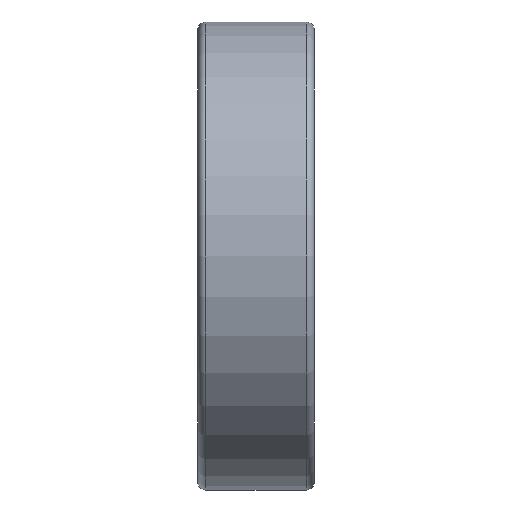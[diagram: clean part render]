
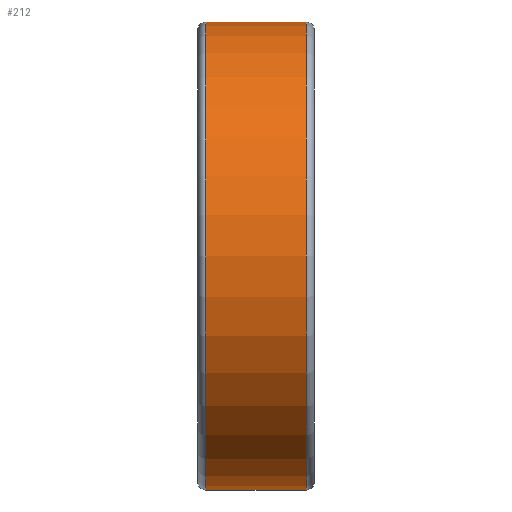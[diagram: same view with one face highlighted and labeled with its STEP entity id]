
A CAD part, front view. The second image highlights one B-rep face of the part: STEP entity #212.
In plain terms, the highlighted cylindrical face has radius 62.348 mm (diameter 124.696 mm), a partial arc.
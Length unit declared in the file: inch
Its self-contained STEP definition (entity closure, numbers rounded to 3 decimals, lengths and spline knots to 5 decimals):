
#2 = EDGE_CURVE ( 'NONE', #57, #422, #75, .T. ) ;
#10 = ORIENTED_EDGE ( 'NONE', *, *, #398, .T. ) ;
#16 = LINE ( 'NONE', #152, #384 ) ;
#18 = DIRECTION ( 'NONE',  ( 1., 0., 0. ) ) ;
#21 = EDGE_CURVE ( 'NONE', #422, #253, #16, .T. ) ;
#24 = LINE ( 'NONE', #416, #267 ) ;
#33 = EDGE_LOOP ( 'NONE', ( #151, #255, #223, #10 ) ) ;
#34 = EDGE_CURVE ( 'NONE', #57, #186, #24, .T. ) ;
#48 = CARTESIAN_POINT ( 'NONE',  ( -0.52756, 0., 2.45465 ) ) ;
#57 = VERTEX_POINT ( 'NONE', #48 ) ;
#73 = FACE_OUTER_BOUND ( 'NONE', #33, .T. ) ;
#75 = CIRCLE ( 'NONE', #187, 2.45465 ) ;
#88 = AXIS2_PLACEMENT_3D ( 'NONE', #332, #198, #330 ) ;
#109 = DIRECTION ( 'NONE',  ( 0., 0., -1. ) ) ;
#139 = CARTESIAN_POINT ( 'NONE',  ( 0.52756, 0., 2.45465 ) ) ;
#151 = ORIENTED_EDGE ( 'NONE', *, *, #34, .F. ) ;
#152 = CARTESIAN_POINT ( 'NONE',  ( 0.95121, 0., -2.45465 ) ) ;
#160 = CARTESIAN_POINT ( 'NONE',  ( -0.52756, 0., -2.45465 ) ) ;
#176 = CARTESIAN_POINT ( 'NONE',  ( 0.52756, 0., -2.45465 ) ) ;
#181 = DIRECTION ( 'NONE',  ( 1., 0., 0. ) ) ;
#186 = VERTEX_POINT ( 'NONE', #139 ) ;
#187 = AXIS2_PLACEMENT_3D ( 'NONE', #221, #18, #316 ) ;
#198 = DIRECTION ( 'NONE',  ( -1., 0., 0. ) ) ;
#202 = AXIS2_PLACEMENT_3D ( 'NONE', #243, #239, #109 ) ;
#212 = ADVANCED_FACE ( 'NONE', ( #73 ), #412, .T. ) ;
#221 = CARTESIAN_POINT ( 'NONE',  ( -0.52756, 0., 0. ) ) ;
#223 = ORIENTED_EDGE ( 'NONE', *, *, #21, .T. ) ;
#239 = DIRECTION ( 'NONE',  ( 1., 0., 0. ) ) ;
#243 = CARTESIAN_POINT ( 'NONE',  ( 0.95121, 0., 0. ) ) ;
#253 = VERTEX_POINT ( 'NONE', #176 ) ;
#255 = ORIENTED_EDGE ( 'NONE', *, *, #2, .T. ) ;
#267 = VECTOR ( 'NONE', #419, 39.37008 ) ;
#278 = CIRCLE ( 'NONE', #88, 2.45465 ) ;
#316 = DIRECTION ( 'NONE',  ( 0., 0., 1. ) ) ;
#330 = DIRECTION ( 'NONE',  ( 0., 0., -1. ) ) ;
#332 = CARTESIAN_POINT ( 'NONE',  ( 0.52756, 0., 0. ) ) ;
#384 = VECTOR ( 'NONE', #181, 39.37008 ) ;
#398 = EDGE_CURVE ( 'NONE', #253, #186, #278, .T. ) ;
#412 = CYLINDRICAL_SURFACE ( 'NONE', #202, 2.45465 ) ;
#416 = CARTESIAN_POINT ( 'NONE',  ( 0.95121, 0., 2.45465 ) ) ;
#419 = DIRECTION ( 'NONE',  ( 1., 0., 0. ) ) ;
#422 = VERTEX_POINT ( 'NONE', #160 ) ;
